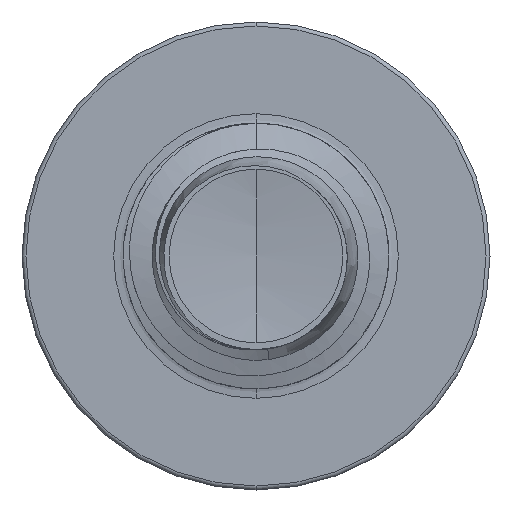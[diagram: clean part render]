
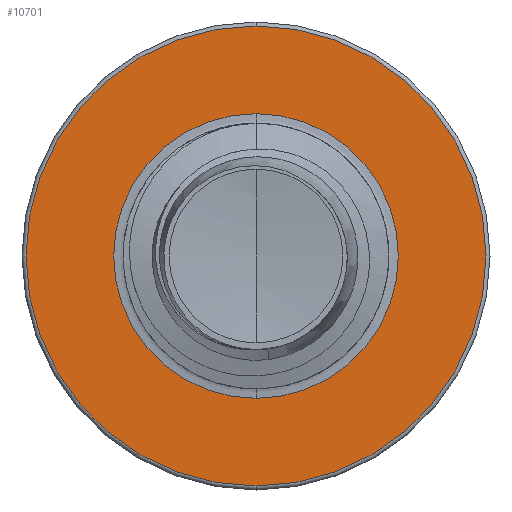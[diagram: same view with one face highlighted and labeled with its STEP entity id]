
A CAD part, front view. The second image highlights one B-rep face of the part: STEP entity #10701.
In plain terms, the highlighted planar face has unit normal (0, -1, 0).
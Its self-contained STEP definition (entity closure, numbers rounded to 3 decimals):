
#484 = CIRCLE ( 'NONE', #14925, 2.677 ) ;
#531 = CARTESIAN_POINT ( 'NONE',  ( 0., 7., 0. ) ) ;
#762 = DIRECTION ( 'NONE',  ( 0., 1., 0. ) ) ;
#1283 = VERTEX_POINT ( 'NONE', #12882 ) ;
#1908 = VERTEX_POINT ( 'NONE', #10641 ) ;
#2007 = DIRECTION ( 'NONE',  ( 0., 0., 1. ) ) ;
#2493 = CARTESIAN_POINT ( 'NONE',  ( 0., 7., -2.677 ) ) ;
#2776 = CIRCLE ( 'NONE', #8567, 2.677 ) ;
#3080 = VERTEX_POINT ( 'NONE', #2493 ) ;
#4105 = EDGE_LOOP ( 'NONE', ( #14924, #11613 ) ) ;
#5239 = CARTESIAN_POINT ( 'NONE',  ( 0., 7., -2.677 ) ) ;
#5868 = CARTESIAN_POINT ( 'NONE',  ( 0., 7., 0. ) ) ;
#6079 = DIRECTION ( 'NONE',  ( 0., 1., 0. ) ) ;
#6610 = VERTEX_POINT ( 'NONE', #7208 ) ;
#7198 = DIRECTION ( 'NONE',  ( 0., 0., 1. ) ) ;
#7208 = CARTESIAN_POINT ( 'NONE',  ( 0., 7., -4.325 ) ) ;
#7579 = CIRCLE ( 'NONE', #11499, 4.325 ) ;
#7836 = DIRECTION ( 'NONE',  ( 0., 1., 0. ) ) ;
#8567 = AXIS2_PLACEMENT_3D ( 'NONE', #13116, #6079, #14175 ) ;
#8778 = CARTESIAN_POINT ( 'NONE',  ( 0., 7., 0. ) ) ;
#9751 = DIRECTION ( 'NONE',  ( 0., 1., 0. ) ) ;
#9915 = DIRECTION ( 'NONE',  ( 0., 0., 1. ) ) ;
#10128 = PLANE ( 'NONE',  #15467 ) ;
#10145 = FACE_OUTER_BOUND ( 'NONE', #4105, .T. ) ;
#10641 = CARTESIAN_POINT ( 'NONE',  ( 0., 7., 4.325 ) ) ;
#10701 = ADVANCED_FACE ( 'NONE', ( #10145, #16074 ), #10128, .F. ) ;
#11350 = EDGE_CURVE ( 'NONE', #1908, #6610, #7579, .T. ) ;
#11499 = AXIS2_PLACEMENT_3D ( 'NONE', #8778, #762, #9915 ) ;
#11613 = ORIENTED_EDGE ( 'NONE', *, *, #13196, .F. ) ;
#11956 = ORIENTED_EDGE ( 'NONE', *, *, #13175, .T. ) ;
#12027 = EDGE_CURVE ( 'NONE', #3080, #1283, #484, .T. ) ;
#12561 = EDGE_LOOP ( 'NONE', ( #11956, #14236 ) ) ;
#12882 = CARTESIAN_POINT ( 'NONE',  ( 0., 7., 2.677 ) ) ;
#13116 = CARTESIAN_POINT ( 'NONE',  ( 0., 7., 0. ) ) ;
#13175 = EDGE_CURVE ( 'NONE', #1283, #3080, #2776, .T. ) ;
#13196 = EDGE_CURVE ( 'NONE', #6610, #1908, #15510, .T. ) ;
#13897 = AXIS2_PLACEMENT_3D ( 'NONE', #531, #9751, #2007 ) ;
#14004 = DIRECTION ( 'NONE',  ( 0., 1., 0. ) ) ;
#14175 = DIRECTION ( 'NONE',  ( 0., 0., 1. ) ) ;
#14236 = ORIENTED_EDGE ( 'NONE', *, *, #12027, .T. ) ;
#14924 = ORIENTED_EDGE ( 'NONE', *, *, #11350, .F. ) ;
#14925 = AXIS2_PLACEMENT_3D ( 'NONE', #5868, #14004, #7198 ) ;
#15467 = AXIS2_PLACEMENT_3D ( 'NONE', #5239, #7836, #15724 ) ;
#15510 = CIRCLE ( 'NONE', #13897, 4.325 ) ;
#15724 = DIRECTION ( 'NONE',  ( 0., 0., 1. ) ) ;
#16074 = FACE_BOUND ( 'NONE', #12561, .T. ) ;
